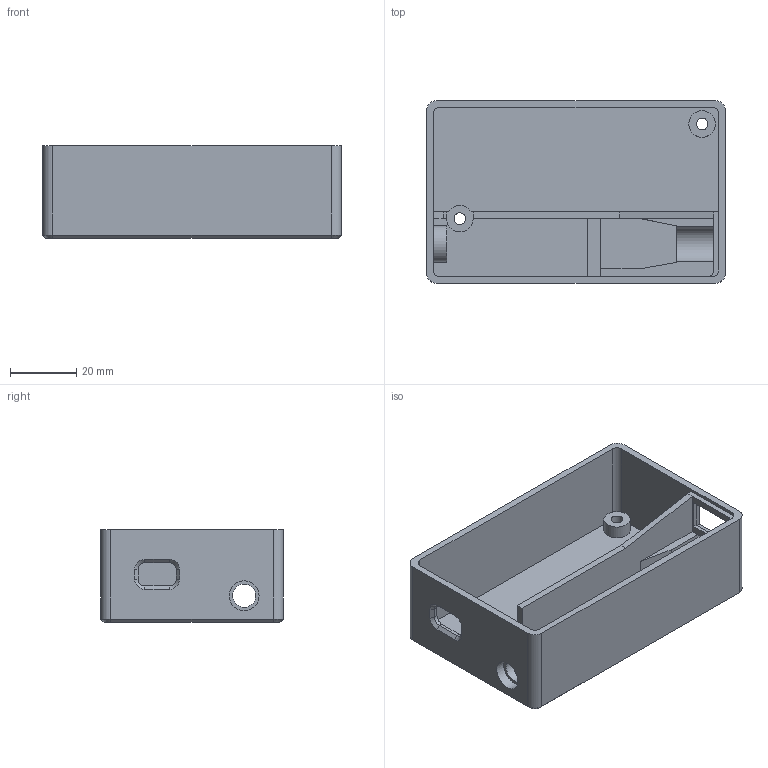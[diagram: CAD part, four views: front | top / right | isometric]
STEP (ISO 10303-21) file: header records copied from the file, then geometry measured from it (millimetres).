
FILE_DESCRIPTION(/* description */ (''),/* implementation_level */ '2;1');
FILE_NAME(/* name */ 'bottom.stp',/* time_stamp */ '2024-01-02T20:49:47+01:00',/* author */ (''),/* organization */ (''),/* preprocessor_version */ 'ST-DEVELOPER v16',/* originating_system */ 'SIEMENS PLM Software NX 11.0',/* authorisation */ '');
FILE_SCHEMA (('AP203_CONFIGURATION_CONTROLLED_3D_DESIGN_OF_MECHANICAL_PARTS_AND_ASSEMBLIES_MIM_LF { 1 0 10303 403 2 1 2}'));
Length unit declared in the file: millimetre
Products named in the file (1): bbot
Bounding box: 90 x 55 x 28 mm (x, y, z)
Volume: 29665.2 mm3; surface area: 28126.4 mm2
Topology: 1 solids, 1 shells, 106 faces, 273 edges, 175 vertices
Faces by surface type: plane 71, cylinder 25, cone 10
Full cylindrical faces by diameter (mm): 3.5 x2, 6.5 x2, 7 x1, 8 x1, 9 x1, 9.8 x1
Entity records: 3230 total; most frequent: CARTESIAN_POINT 539, DIRECTION 534, ORIENTED_EDGE 520, EDGE_CURVE 260, LINE 200, VECTOR 200, VERTEX_POINT 172, AXIS2_PLACEMENT_3D 167
